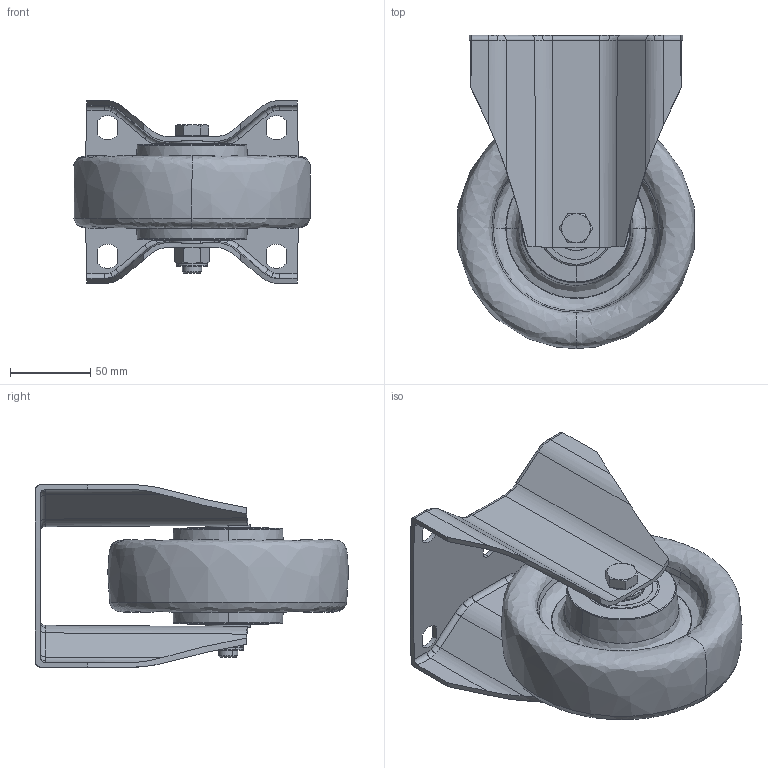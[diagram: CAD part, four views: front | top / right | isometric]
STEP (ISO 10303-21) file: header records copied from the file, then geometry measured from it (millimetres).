
FILE_DESCRIPTION (( 'STEP AP214' ), '1' );
FILE_NAME ('0029928_B-MV-PUZK-150-K_(A-02).step', '2019-10-15T08:58:17', ( '' ), ( '' ), 'SwSTEP 2.0', 'SolidWorks 2018', '' );
FILE_SCHEMA (( 'AUTOMOTIVE_DESIGN' ));
Length unit declared in the file: millimetre
Products named in the file (1): 0029928_B-MV-PUZK-150-K_(A-02)
Bounding box: 147.59 x 194.97 x 114.1 mm (x, y, z)
Volume: 759797.2 mm3; surface area: 248697.9 mm2
Topology: 14 solids, 14 shells, 489 faces, 1235 edges, 780 vertices
Faces by surface type: plane 163, cylinder 136, bspline 98, torus 50, cone 42
Entity records: 24928 total; most frequent: CARTESIAN_POINT 8349, ORIENTED_EDGE 2470, DIRECTION 2164, EDGE_CURVE 1235, AXIS2_PLACEMENT_3D 868, VERTEX_POINT 780, EDGE_LOOP 533, UNCERTAINTY_MEASURE_WITH_UNIT 505
